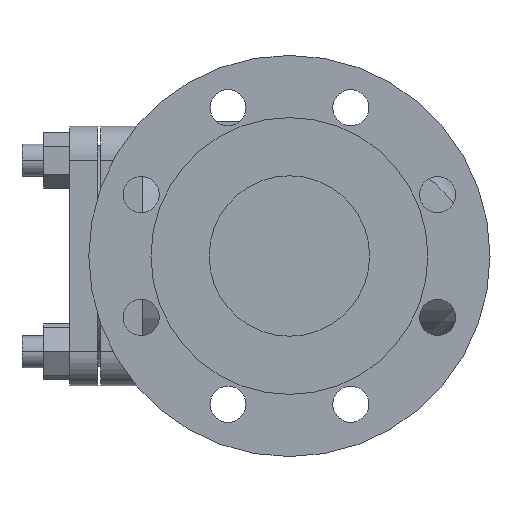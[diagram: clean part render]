
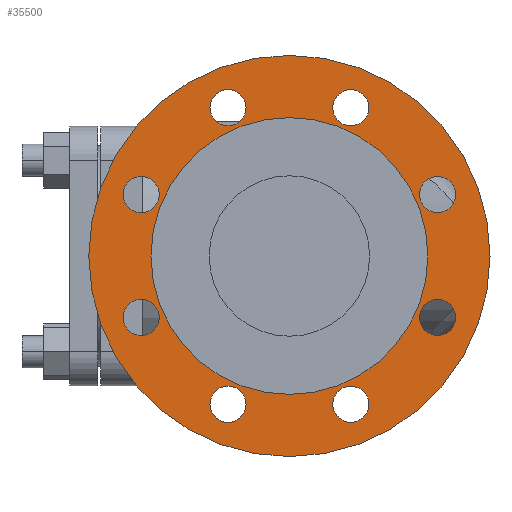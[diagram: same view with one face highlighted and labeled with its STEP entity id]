
A CAD part, left-side view. The second image highlights one B-rep face of the part: STEP entity #35500.
In plain terms, the highlighted planar face has unit normal (-1, 0, 0).
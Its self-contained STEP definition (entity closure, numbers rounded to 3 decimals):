
#9970=CARTESIAN_POINT('',(3.,0.,-100.));
#9980=VERTEX_POINT('',#9970);
#10140=CARTESIAN_POINT('',(3.,0.,100.));
#10150=VERTEX_POINT('',#10140);
#10180=CARTESIAN_POINT('',(3.,0.,0.));
#10190=DIRECTION('',(1.,0.,0.));
#10200=DIRECTION('',(0.,0.,-1.));
#10210=AXIS2_PLACEMENT_3D('',#10180,#10190,#10200);
#10220=CIRCLE('',#10210,100.);
#10230=CARTESIAN_POINT('',(3.,100.,0.));
#10240=VERTEX_POINT('',#10230);
#10250=EDGE_CURVE('',#10240,#10150,#10220,.T.);
#10270=EDGE_CURVE('',#9980,#10240,#10220,.T.);
#10430=CARTESIAN_POINT('',(3.,30.615,-64.91));
#10440=VERTEX_POINT('',#10430);
#10600=CARTESIAN_POINT('',(3.,30.615,-82.91));
#10610=VERTEX_POINT('',#10600);
#10640=CARTESIAN_POINT('',(3.,30.615,-73.91));
#10650=DIRECTION('',(-1.,0.,0.));
#10660=DIRECTION('',(0.,0.,-1.));
#10670=AXIS2_PLACEMENT_3D('',#10640,#10650,#10660);
#10680=CIRCLE('',#10670,9.);
#10690=EDGE_CURVE('',#10440,#10610,#10680,.T.);
#10850=CARTESIAN_POINT('',(3.,-30.615,-64.91));
#10860=VERTEX_POINT('',#10850);
#10890=CARTESIAN_POINT('',(3.,-30.615,-73.91));
#10900=DIRECTION('',(-1.,0.,0.));
#10910=DIRECTION('',(0.,0.,-1.));
#10920=AXIS2_PLACEMENT_3D('',#10890,#10900,#10910);
#10930=CIRCLE('',#10920,9.);
#10940=CARTESIAN_POINT('',(3.,-30.615,-82.91));
#10950=VERTEX_POINT('',#10940);
#10960=EDGE_CURVE('',#10950,#10860,#10930,.T.);
#11270=CARTESIAN_POINT('',(3.,73.91,-21.615));
#11280=VERTEX_POINT('',#11270);
#11310=CARTESIAN_POINT('',(3.,73.91,-30.615));
#11320=DIRECTION('',(-1.,0.,0.));
#11330=DIRECTION('',(0.,0.,-1.));
#11340=AXIS2_PLACEMENT_3D('',#11310,#11320,#11330);
#11350=CIRCLE('',#11340,9.);
#11360=CARTESIAN_POINT('',(3.,73.91,-39.615));
#11370=VERTEX_POINT('',#11360);
#11380=EDGE_CURVE('',#11370,#11280,#11350,.T.);
#11690=CARTESIAN_POINT('',(3.,-73.91,-21.615));
#11700=VERTEX_POINT('',#11690);
#11730=CARTESIAN_POINT('',(3.,-73.91,-30.615));
#11740=DIRECTION('',(-1.,0.,0.));
#11750=DIRECTION('',(0.,0.,-1.));
#11760=AXIS2_PLACEMENT_3D('',#11730,#11740,#11750);
#11770=CIRCLE('',#11760,9.);
#11780=CARTESIAN_POINT('',(3.,-73.91,-39.615));
#11790=VERTEX_POINT('',#11780);
#11800=EDGE_CURVE('',#11790,#11700,#11770,.T.);
#12110=CARTESIAN_POINT('',(3.,73.91,21.615));
#12120=VERTEX_POINT('',#12110);
#12150=CARTESIAN_POINT('',(3.,73.91,30.615));
#12160=DIRECTION('',(-1.,0.,0.));
#12170=DIRECTION('',(0.,0.,-1.));
#12180=AXIS2_PLACEMENT_3D('',#12150,#12160,#12170);
#12190=CIRCLE('',#12180,9.);
#12200=CARTESIAN_POINT('',(3.,73.91,39.615));
#12210=VERTEX_POINT('',#12200);
#12220=EDGE_CURVE('',#12210,#12120,#12190,.T.);
#12530=CARTESIAN_POINT('',(3.,-73.91,21.615));
#12540=VERTEX_POINT('',#12530);
#12700=CARTESIAN_POINT('',(3.,-73.91,39.615));
#12710=VERTEX_POINT('',#12700);
#12740=CARTESIAN_POINT('',(3.,-73.91,30.615));
#12750=DIRECTION('',(-1.,0.,0.));
#12760=DIRECTION('',(0.,0.,-1.));
#12770=AXIS2_PLACEMENT_3D('',#12740,#12750,#12760);
#12780=CIRCLE('',#12770,9.);
#12790=EDGE_CURVE('',#12540,#12710,#12780,.T.);
#12950=CARTESIAN_POINT('',(3.,30.615,82.91));
#12960=VERTEX_POINT('',#12950);
#12990=CARTESIAN_POINT('',(3.,30.615,73.91));
#13000=DIRECTION('',(-1.,0.,0.));
#13010=DIRECTION('',(0.,0.,-1.));
#13020=AXIS2_PLACEMENT_3D('',#12990,#13000,#13010);
#13030=CIRCLE('',#13020,9.);
#13040=CARTESIAN_POINT('',(3.,30.615,64.91));
#13050=VERTEX_POINT('',#13040);
#13060=EDGE_CURVE('',#13050,#12960,#13030,.T.);
#13370=CARTESIAN_POINT('',(3.,-30.615,82.91));
#13380=VERTEX_POINT('',#13370);
#13410=CARTESIAN_POINT('',(3.,-30.615,73.91));
#13420=DIRECTION('',(-1.,0.,0.));
#13430=DIRECTION('',(0.,0.,-1.));
#13440=AXIS2_PLACEMENT_3D('',#13410,#13420,#13430);
#13450=CIRCLE('',#13440,9.);
#13460=CARTESIAN_POINT('',(3.,-30.615,64.91));
#13470=VERTEX_POINT('',#13460);
#13480=EDGE_CURVE('',#13470,#13380,#13450,.T.);
#13790=CARTESIAN_POINT('',(3.,-69.,0.));
#13800=VERTEX_POINT('',#13790);
#13960=CARTESIAN_POINT('',(3.,69.,0.));
#13970=VERTEX_POINT('',#13960);
#14000=CARTESIAN_POINT('',(3.,0.,0.));
#14010=DIRECTION('',(-1.,0.,0.));
#14020=DIRECTION('',(0.,1.,0.));
#14030=AXIS2_PLACEMENT_3D('',#14000,#14010,#14020);
#14040=CIRCLE('',#14030,69.);
#14050=EDGE_CURVE('',#13800,#13970,#14040,.T.);
#34940=CARTESIAN_POINT('',(3.,84.5,0.));
#34950=DIRECTION('',(1.,0.,0.));
#34960=DIRECTION('',(0.,-1.,0.));
#34970=AXIS2_PLACEMENT_3D('',#34940,#34950,#34960);
#34980=PLANE('',#34970);
#34990=EDGE_CURVE('',#10610,#10440,#10680,.T.);
#35000=ORIENTED_EDGE('',*,*,#34990,.F.);
#35010=ORIENTED_EDGE('',*,*,#10690,.F.);
#35020=EDGE_LOOP('',(#35010,#35000));
#35030=FACE_BOUND('',#35020,.T.);
#35040=ORIENTED_EDGE('',*,*,#10960,.F.);
#35050=EDGE_CURVE('',#10860,#10950,#10930,.T.);
#35060=ORIENTED_EDGE('',*,*,#35050,.F.);
#35070=EDGE_LOOP('',(#35060,#35040));
#35080=FACE_BOUND('',#35070,.T.);
#35090=EDGE_CURVE('',#11280,#11370,#11350,.T.);
#35100=ORIENTED_EDGE('',*,*,#35090,.F.);
#35110=ORIENTED_EDGE('',*,*,#11380,.F.);
#35120=EDGE_LOOP('',(#35110,#35100));
#35130=FACE_BOUND('',#35120,.T.);
#35140=ORIENTED_EDGE('',*,*,#11800,.F.);
#35150=EDGE_CURVE('',#11700,#11790,#11770,.T.);
#35160=ORIENTED_EDGE('',*,*,#35150,.F.);
#35170=EDGE_LOOP('',(#35160,#35140));
#35180=FACE_BOUND('',#35170,.T.);
#35190=ORIENTED_EDGE('',*,*,#12220,.F.);
#35200=EDGE_CURVE('',#12120,#12210,#12190,.T.);
#35210=ORIENTED_EDGE('',*,*,#35200,.F.);
#35220=EDGE_LOOP('',(#35210,#35190));
#35230=FACE_BOUND('',#35220,.T.);
#35240=EDGE_CURVE('',#12710,#12540,#12780,.T.);
#35250=ORIENTED_EDGE('',*,*,#35240,.F.);
#35260=ORIENTED_EDGE('',*,*,#12790,.F.);
#35270=EDGE_LOOP('',(#35260,#35250));
#35280=FACE_BOUND('',#35270,.T.);
#35290=EDGE_CURVE('',#12960,#13050,#13030,.T.);
#35300=ORIENTED_EDGE('',*,*,#35290,.F.);
#35310=ORIENTED_EDGE('',*,*,#13060,.F.);
#35320=EDGE_LOOP('',(#35310,#35300));
#35330=FACE_BOUND('',#35320,.T.);
#35340=ORIENTED_EDGE('',*,*,#13480,.F.);
#35350=EDGE_CURVE('',#13380,#13470,#13450,.T.);
#35360=ORIENTED_EDGE('',*,*,#35350,.F.);
#35370=EDGE_LOOP('',(#35360,#35340));
#35380=FACE_BOUND('',#35370,.T.);
#35390=ORIENTED_EDGE('',*,*,#10250,.F.);
#35400=EDGE_CURVE('',#10150,#9980,#10220,.T.);
#35410=ORIENTED_EDGE('',*,*,#35400,.F.);
#35420=ORIENTED_EDGE('',*,*,#10270,.F.);
#35430=EDGE_LOOP('',(#35420,#35410,#35390));
#35440=FACE_OUTER_BOUND('',#35430,.T.);
#35450=EDGE_CURVE('',#13970,#13800,#14040,.T.);
#35460=ORIENTED_EDGE('',*,*,#35450,.F.);
#35470=ORIENTED_EDGE('',*,*,#14050,.F.);
#35480=EDGE_LOOP('',(#35470,#35460));
#35490=FACE_BOUND('',#35480,.T.);
#35500=ADVANCED_FACE('',(#35030,#35080,#35130,#35180,#35230,#35280,
#35330,#35380,#35440,#35490),#34980,.F.);
